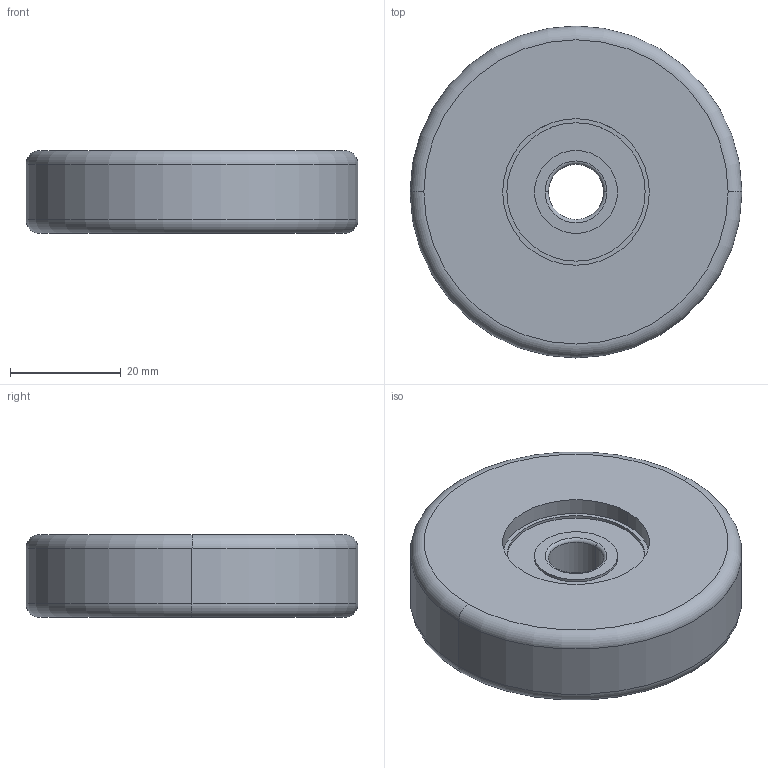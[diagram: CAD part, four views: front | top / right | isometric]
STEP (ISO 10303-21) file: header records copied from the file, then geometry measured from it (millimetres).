
FILE_DESCRIPTION (( 'STEP AP214' ), '1' );
FILE_NAME ('0039506_FPVO-060-15-09-K10_(A-01).step', '2018-12-13T07:54:13', ( '' ), ( '' ), 'SwSTEP 2.0', 'SolidWorks 2018', '' );
FILE_SCHEMA (( 'AUTOMOTIVE_DESIGN' ));
Length unit declared in the file: millimetre
Products named in the file (3): 0039506_FPVO-060-15-09-K10_(A-01); DIN625_TF_0033512_DIN625-6200-ZZ; 0039506-Bandage
Assembly tree (2 placements, depth 2):
  0039506_FPVO-060-15-09-K10_(A-01)
    0039506-Bandage
    DIN625_TF_0033512_DIN625-6200-ZZ
Bounding box: 60 x 60 x 15 mm (x, y, z)
Volume: 36757 mm3; surface area: 13910.3 mm2
Topology: 6 solids, 6 shells, 62 faces, 124 edges, 74 vertices
Faces by surface type: cylinder 28, torus 22, plane 12
Entity records: 2312 total; most frequent: DIRECTION 354, CARTESIAN_POINT 265, ORIENTED_EDGE 248, AXIS2_PLACEMENT_3D 163, EDGE_CURVE 124, CIRCLE 96, EDGE_LOOP 74, VERTEX_POINT 74
